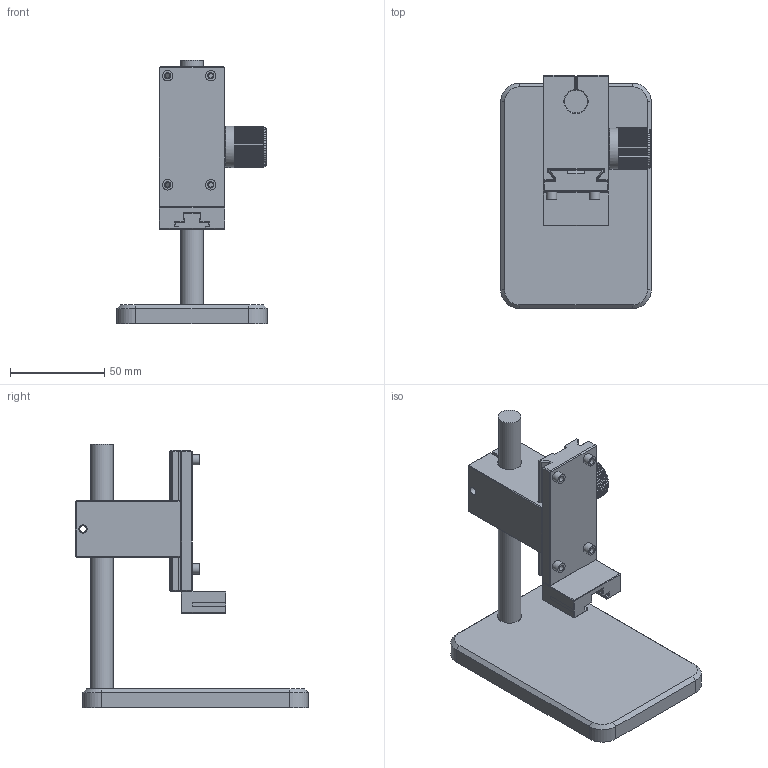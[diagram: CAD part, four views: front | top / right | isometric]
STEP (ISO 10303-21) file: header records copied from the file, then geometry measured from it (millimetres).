
FILE_DESCRIPTION(/* description */ (''),/* implementation_level */ '2;1');
FILE_NAME(/* name */ 'PiMicroscope.step',/* time_stamp */ '2019-10-12T21:11:19+02:00',/* author */ (''),/* organization */ (''),/* preprocessor_version */ 'ST-DEVELOPER v18',/* originating_system */ 'Autodesk Translation Framework v8.6.0.1094',/* authorisation */ '');
FILE_SCHEMA (('AUTOMOTIVE_DESIGN { 1 0 10303 214 3 1 1 }'));
Products named in the file (10): main V2; Base; Pillar; Mount; Shaft; Rack; Pinion; Cameraholder; Spacer; Knob
Assembly tree (12 placements, depth 2):
  main V2
    Base
    Pillar
    Mount
    Shaft
    Rack
    Pinion
    Cameraholder
    Spacer  x4
    Knob
Bounding box: 80 x 123.95 x 140 mm (x, y, z)
Volume: 196901.2 mm3; surface area: 60487.6 mm2
Topology: 12 solids, 12 shells, 804 faces, 2183 edges, 1409 vertices
Faces by surface type: plane 535, bspline 148, cylinder 112, cone 9
Full cylindrical faces by diameter (mm): 2.5 x7, 3.2 x2, 3.332 x2, 3.4 x4, 4.4 x1, 5 x1, 5.3 x2, 5.4 x2, 5.5 x4, 12 x1, 12.1 x1, 22 x1
Entity records: 47990 total; most frequent: CARTESIAN_POINT 29210, ORIENTED_EDGE 4330, DIRECTION 3262, EDGE_CURVE 2165, VERTEX_POINT 1397, LINE 1286, VECTOR 1286, AXIS2_PLACEMENT_3D 988
